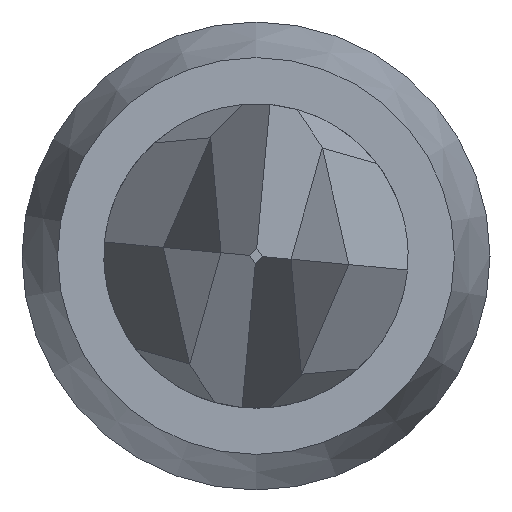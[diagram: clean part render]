
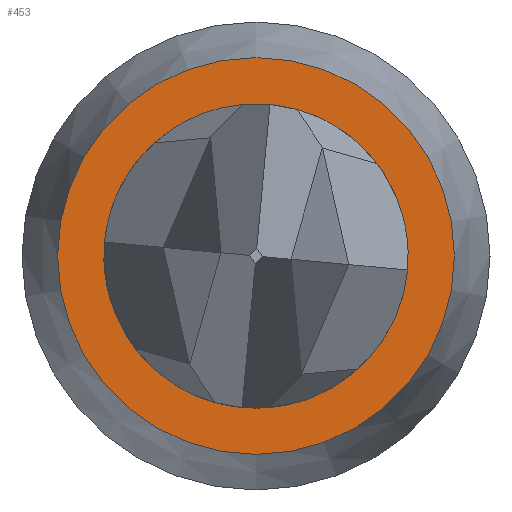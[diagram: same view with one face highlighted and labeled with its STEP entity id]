
A CAD part, left-side view. The second image highlights one B-rep face of the part: STEP entity #453.
In plain terms, the highlighted planar face has unit normal (-1, 0, 0).
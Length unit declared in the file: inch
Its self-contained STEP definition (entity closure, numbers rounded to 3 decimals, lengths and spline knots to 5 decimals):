
#25 = CARTESIAN_POINT ( 'NONE',  ( 0., 0.0103, 0. ) ) ;
#100 = CARTESIAN_POINT ( 'NONE',  ( 0., 0., -0.0079 ) ) ;
#102 = CIRCLE ( 'NONE', #792, 0.0079 ) ;
#132 = DIRECTION ( 'NONE',  ( 1., 0., 0. ) ) ;
#240 = AXIS2_PLACEMENT_3D ( 'NONE', #25, #132, #382 ) ;
#247 = DIRECTION ( 'NONE',  ( 0., 0., -1. ) ) ;
#266 = VERTEX_POINT ( 'NONE', #875 ) ;
#382 = DIRECTION ( 'NONE',  ( 0., 0., -1. ) ) ;
#453 = ADVANCED_FACE ( 'NONE', ( #1078, #993 ), #980, .F. ) ;
#485 = EDGE_CURVE ( 'NONE', #711, #711, #102, .T. ) ;
#501 = EDGE_LOOP ( 'NONE', ( #593 ) ) ;
#521 = CARTESIAN_POINT ( 'NONE',  ( 0., 0., 0. ) ) ;
#535 = EDGE_CURVE ( 'NONE', #266, #266, #897, .T. ) ;
#588 = AXIS2_PLACEMENT_3D ( 'NONE', #521, #1018, #665 ) ;
#593 = ORIENTED_EDGE ( 'NONE', *, *, #535, .T. ) ;
#662 = CARTESIAN_POINT ( 'NONE',  ( 0., 0., 0. ) ) ;
#665 = DIRECTION ( 'NONE',  ( 0., 0., 1. ) ) ;
#711 = VERTEX_POINT ( 'NONE', #100 ) ;
#792 = AXIS2_PLACEMENT_3D ( 'NONE', #662, #1015, #247 ) ;
#875 = CARTESIAN_POINT ( 'NONE',  ( 0., 0., 0.0103 ) ) ;
#897 = CIRCLE ( 'NONE', #588, 0.0103 ) ;
#980 = PLANE ( 'NONE',  #240 ) ;
#993 = FACE_OUTER_BOUND ( 'NONE', #501, .T. ) ;
#1003 = ORIENTED_EDGE ( 'NONE', *, *, #485, .T. ) ;
#1015 = DIRECTION ( 'NONE',  ( 1., 0., 0. ) ) ;
#1018 = DIRECTION ( 'NONE',  ( -1., 0., 0. ) ) ;
#1054 = EDGE_LOOP ( 'NONE', ( #1003 ) ) ;
#1078 = FACE_BOUND ( 'NONE', #1054, .T. ) ;
